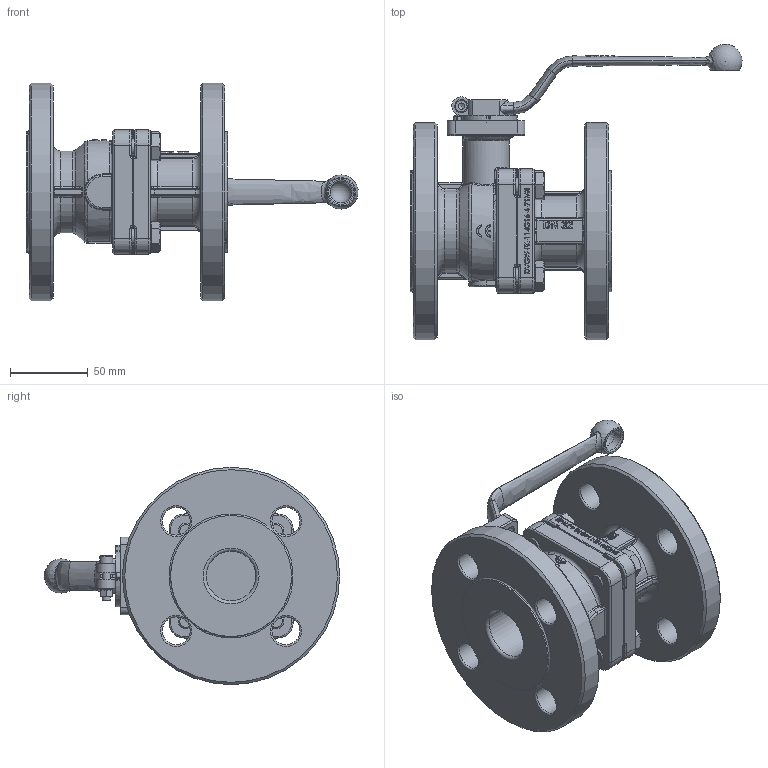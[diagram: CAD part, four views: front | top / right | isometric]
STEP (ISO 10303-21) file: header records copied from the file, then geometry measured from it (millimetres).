
FILE_DESCRIPTION (( 'STEP AP214' ), '1' );
FILE_NAME ('DVGW-FK-114G16-4-71ME 2212.STEP', '2022-12-08T10:49:04', ( '' ), ( '' ), 'SwSTEP 2.0', 'SolidWorks 2019', '' );
FILE_SCHEMA (( 'AUTOMOTIVE_DESIGN' ));
Length unit declared in the file: millimetre
Products named in the file (1): DVGW-FK-114G16-4-71ME 2212
Bounding box: 213.91 x 190.37 x 140 mm (x, y, z)
Volume: 792510.2 mm3; surface area: 141872.3 mm2
Topology: 1 solids, 1 shells, 1136 faces, 2892 edges, 1800 vertices
Faces by surface type: plane 480, bspline 239, cylinder 231, torus 115, cone 65, sphere 6
Full cylindrical faces by diameter (mm): 4 x2, 5 x3, 5.2 x2, 7 x4, 8 x1, 8.5 x1, 9.188 x4, 10 x8, 11 x4, 14 x1, 15.4 x4, 16 x1, 16.3 x1, 18 x8, 30 x1, 32 x2, 78 x2, 140 x2
Entity records: 46799 total; most frequent: CARTESIAN_POINT 19896, ORIENTED_EDGE 5474, DIRECTION 4209, EDGE_CURVE 2737, VERTEX_POINT 1755, AXIS2_PLACEMENT_3D 1485, EDGE_LOOP 1336, VECTOR 1239
